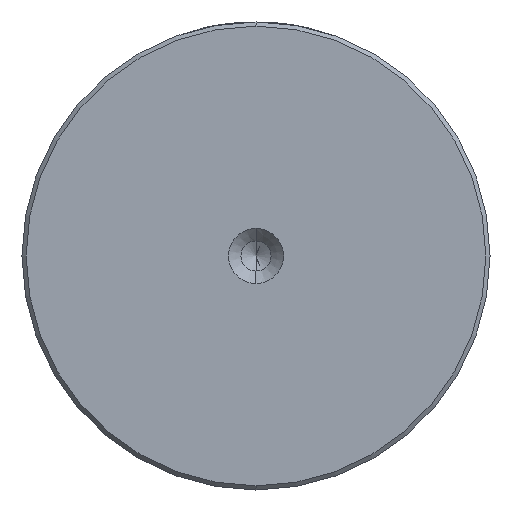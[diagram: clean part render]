
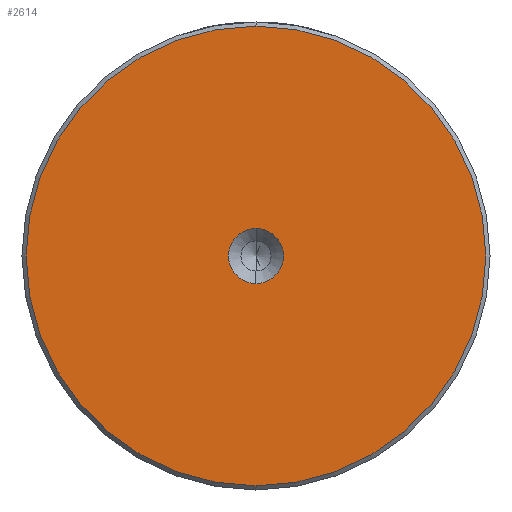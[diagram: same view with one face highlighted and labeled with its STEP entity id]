
A CAD part, left-side view. The second image highlights one B-rep face of the part: STEP entity #2614.
In plain terms, the highlighted planar face has unit normal (-1, 0, 0).
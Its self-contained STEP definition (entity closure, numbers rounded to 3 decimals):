
#20 = AXIS2_PLACEMENT_3D ( 'NONE', #608, #2415, #854 ) ;
#244 = ORIENTED_EDGE ( 'NONE', *, *, #323, .F. ) ;
#262 = CARTESIAN_POINT ( 'NONE',  ( 0., 0., 0. ) ) ;
#267 = EDGE_CURVE ( 'NONE', #1841, #3069, #652, .T. ) ;
#293 = EDGE_LOOP ( 'NONE', ( #2022, #2351 ) ) ;
#311 = CIRCLE ( 'NONE', #1412, 3.3 ) ;
#323 = EDGE_CURVE ( 'NONE', #2562, #2325, #311, .T. ) ;
#382 = AXIS2_PLACEMENT_3D ( 'NONE', #2884, #1329, #3126 ) ;
#395 = CARTESIAN_POINT ( 'NONE',  ( 0., 0., 0. ) ) ;
#513 = PLANE ( 'NONE',  #1166 ) ;
#515 = EDGE_LOOP ( 'NONE', ( #3287, #244 ) ) ;
#608 = CARTESIAN_POINT ( 'NONE',  ( 0., 0., 0. ) ) ;
#652 = CIRCLE ( 'NONE', #20, 27.5 ) ;
#656 = DIRECTION ( 'NONE',  ( 0., 0., 1. ) ) ;
#767 = DIRECTION ( 'NONE',  ( 0., 0., 1. ) ) ;
#854 = DIRECTION ( 'NONE',  ( 0., 0., 1. ) ) ;
#914 = DIRECTION ( 'NONE',  ( -1., 0., 0. ) ) ;
#1105 = CIRCLE ( 'NONE', #382, 27.5 ) ;
#1114 = EDGE_CURVE ( 'NONE', #3069, #1841, #1105, .T. ) ;
#1166 = AXIS2_PLACEMENT_3D ( 'NONE', #262, #1280, #767 ) ;
#1280 = DIRECTION ( 'NONE',  ( -1., 0., 0. ) ) ;
#1329 = DIRECTION ( 'NONE',  ( -1., 0., 0. ) ) ;
#1412 = AXIS2_PLACEMENT_3D ( 'NONE', #395, #2217, #656 ) ;
#1457 = FACE_BOUND ( 'NONE', #515, .T. ) ;
#1520 = CARTESIAN_POINT ( 'NONE',  ( 0., 0., -3.3 ) ) ;
#1535 = CIRCLE ( 'NONE', #3359, 3.3 ) ;
#1841 = VERTEX_POINT ( 'NONE', #1978 ) ;
#1978 = CARTESIAN_POINT ( 'NONE',  ( 0., 0., 27.5 ) ) ;
#2022 = ORIENTED_EDGE ( 'NONE', *, *, #1114, .T. ) ;
#2083 = FACE_OUTER_BOUND ( 'NONE', #293, .T. ) ;
#2217 = DIRECTION ( 'NONE',  ( -1., 0., 0. ) ) ;
#2325 = VERTEX_POINT ( 'NONE', #2947 ) ;
#2351 = ORIENTED_EDGE ( 'NONE', *, *, #267, .T. ) ;
#2415 = DIRECTION ( 'NONE',  ( -1., 0., 0. ) ) ;
#2473 = CARTESIAN_POINT ( 'NONE',  ( 0., 0., 0. ) ) ;
#2562 = VERTEX_POINT ( 'NONE', #1520 ) ;
#2614 = ADVANCED_FACE ( 'NONE', ( #2083, #1457 ), #513, .T. ) ;
#2730 = DIRECTION ( 'NONE',  ( 0., 0., 1. ) ) ;
#2884 = CARTESIAN_POINT ( 'NONE',  ( 0., 0., 0. ) ) ;
#2947 = CARTESIAN_POINT ( 'NONE',  ( 0., 0., 3.3 ) ) ;
#3026 = EDGE_CURVE ( 'NONE', #2325, #2562, #1535, .T. ) ;
#3069 = VERTEX_POINT ( 'NONE', #3248 ) ;
#3126 = DIRECTION ( 'NONE',  ( 0., 0., 1. ) ) ;
#3248 = CARTESIAN_POINT ( 'NONE',  ( 0., 0., -27.5 ) ) ;
#3287 = ORIENTED_EDGE ( 'NONE', *, *, #3026, .F. ) ;
#3359 = AXIS2_PLACEMENT_3D ( 'NONE', #2473, #914, #2730 ) ;
